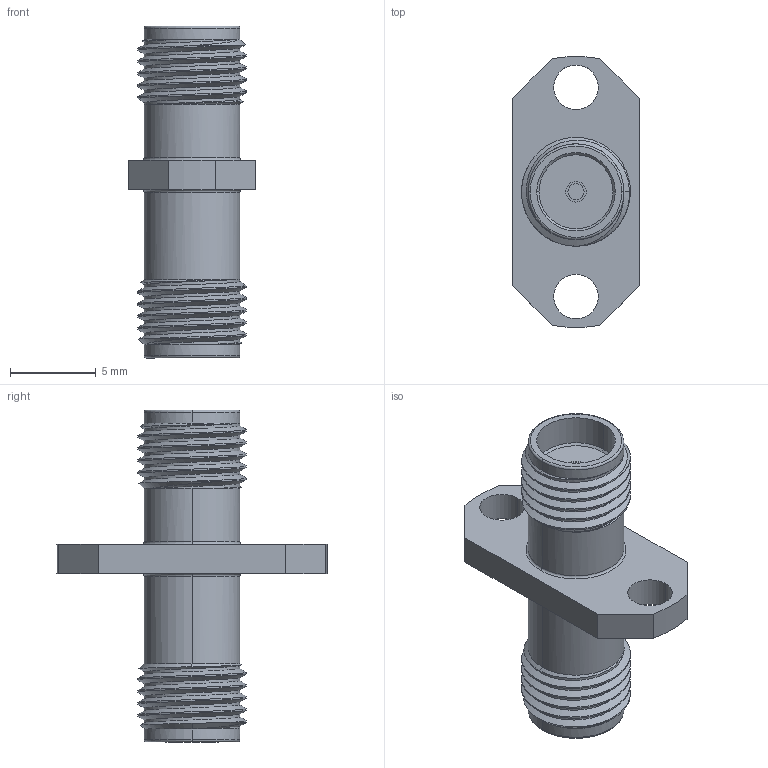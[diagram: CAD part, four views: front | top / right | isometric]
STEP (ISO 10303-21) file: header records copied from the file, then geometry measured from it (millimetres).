
FILE_DESCRIPTION (( 'STEP AP203' ), '1' );
FILE_NAME ('PE91290.step', '2018-08-13T18:12:20', ( '' ), ( '' ), 'SwSTEP 2.0', 'SolidWorks 2017', '' );
FILE_SCHEMA (( 'CONFIG_CONTROL_DESIGN' ));
Length unit declared in the file: inch
Products named in the file (1): PE91290
Bounding box: 7.4 x 15.77 x 19.35 mm (x, y, z)
Volume: 548.2 mm3; surface area: 759.2 mm2
Topology: 1 solids, 1 shells, 92 faces, 220 edges, 138 vertices
Faces by surface type: cylinder 46, cone 16, plane 16, torus 8, bspline 6
Entity records: 4863 total; most frequent: CARTESIAN_POINT 2799, ORIENTED_EDGE 440, DIRECTION 388, EDGE_CURVE 220, AXIS2_PLACEMENT_3D 157, VERTEX_POINT 138, EDGE_LOOP 104, FACE_OUTER_BOUND 92
